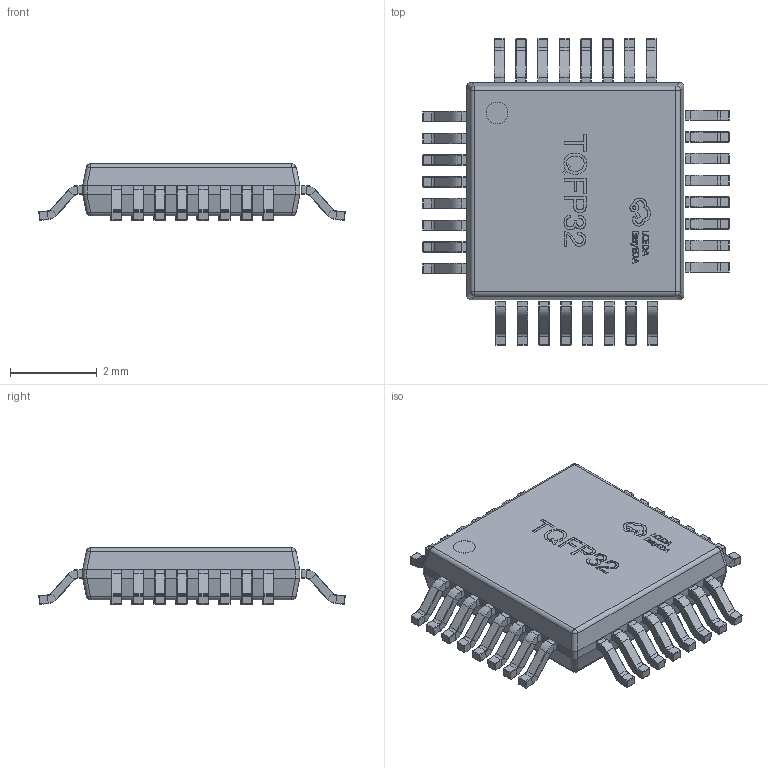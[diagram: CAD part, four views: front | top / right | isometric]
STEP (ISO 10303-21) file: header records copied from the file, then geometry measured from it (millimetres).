
FILE_DESCRIPTION (( 'STEP AP214' ), '1' );
FILE_NAME ('TQFP-32_L5.0-W5.0-H1.2-LS7.0-P0.50.step', '2022-07-09T05:26:45', ( '' ), ( '' ), 'SwSTEP 2.0', 'SolidWorks 2020', '' );
FILE_SCHEMA (( 'AUTOMOTIVE_DESIGN' ));
Length unit declared in the file: millimetre
Products named in the file (1): TQFP-32_L5.0-W5.0-H1.2-LS7.0-P0.50
Bounding box: 7.05 x 7.05 x 1.3 mm (x, y, z)
Volume: 30.8 mm3; surface area: 106.4 mm2
Topology: 33 solids, 33 shells, 2057 faces, 4532 edges, 2512 vertices
Faces by surface type: plane 814, cylinder 662, torus 256, sphere 168, bspline 157
Entity records: 80349 total; most frequent: CARTESIAN_POINT 13475, DIRECTION 9492, ORIENTED_EDGE 8808, EDGE_CURVE 4404, AXIS2_PLACEMENT_3D 3529, VERTEX_POINT 2448, LINE 2434, VECTOR 2434
